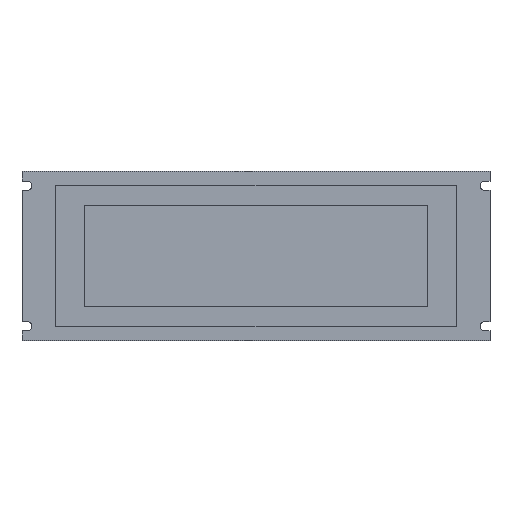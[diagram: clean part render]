
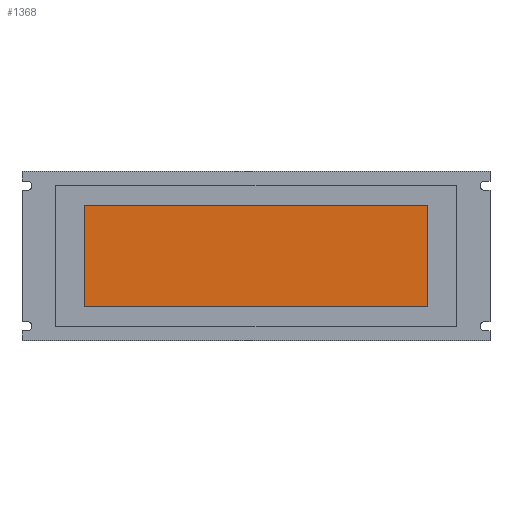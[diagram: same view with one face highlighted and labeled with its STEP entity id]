
A CAD part, top view. The second image highlights one B-rep face of the part: STEP entity #1368.
In plain terms, the highlighted planar face has unit normal (0, 0, 1).
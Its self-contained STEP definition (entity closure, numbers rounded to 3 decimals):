
#1239 = VERTEX_POINT('',#1240);
#1240 = CARTESIAN_POINT('',(24.,52.,0.5));
#1246 = EDGE_CURVE('',#1239,#1247,#1249,.T.);
#1247 = VERTEX_POINT('',#1248);
#1248 = CARTESIAN_POINT('',(24.,13.,0.5));
#1249 = LINE('',#1250,#1251);
#1250 = CARTESIAN_POINT('',(24.,52.,0.5));
#1251 = VECTOR('',#1252,1.);
#1252 = DIRECTION('',(0.,-1.,0.));
#1277 = EDGE_CURVE('',#1247,#1278,#1280,.T.);
#1278 = VERTEX_POINT('',#1279);
#1279 = CARTESIAN_POINT('',(156.,13.,0.5));
#1280 = LINE('',#1281,#1282);
#1281 = CARTESIAN_POINT('',(24.,13.,0.5));
#1282 = VECTOR('',#1283,1.);
#1283 = DIRECTION('',(1.,0.,0.));
#1308 = EDGE_CURVE('',#1278,#1309,#1311,.T.);
#1309 = VERTEX_POINT('',#1310);
#1310 = CARTESIAN_POINT('',(156.,52.,0.5));
#1311 = LINE('',#1312,#1313);
#1312 = CARTESIAN_POINT('',(156.,13.,0.5));
#1313 = VECTOR('',#1314,1.);
#1314 = DIRECTION('',(0.,1.,0.));
#1339 = EDGE_CURVE('',#1309,#1239,#1340,.T.);
#1340 = LINE('',#1341,#1342);
#1341 = CARTESIAN_POINT('',(156.,52.,0.5));
#1342 = VECTOR('',#1343,1.);
#1343 = DIRECTION('',(-1.,0.,0.));
#1368 = ADVANCED_FACE('',(#1369),#1375,.T.);
#1369 = FACE_BOUND('',#1370,.T.);
#1370 = EDGE_LOOP('',(#1371,#1372,#1373,#1374));
#1371 = ORIENTED_EDGE('',*,*,#1246,.T.);
#1372 = ORIENTED_EDGE('',*,*,#1277,.T.);
#1373 = ORIENTED_EDGE('',*,*,#1308,.T.);
#1374 = ORIENTED_EDGE('',*,*,#1339,.T.);
#1375 = PLANE('',#1376);
#1376 = AXIS2_PLACEMENT_3D('',#1377,#1378,#1379);
#1377 = CARTESIAN_POINT('',(90.,32.5,0.5));
#1378 = DIRECTION('',(0.,0.,1.));
#1379 = DIRECTION('',(1.,0.,0.));
